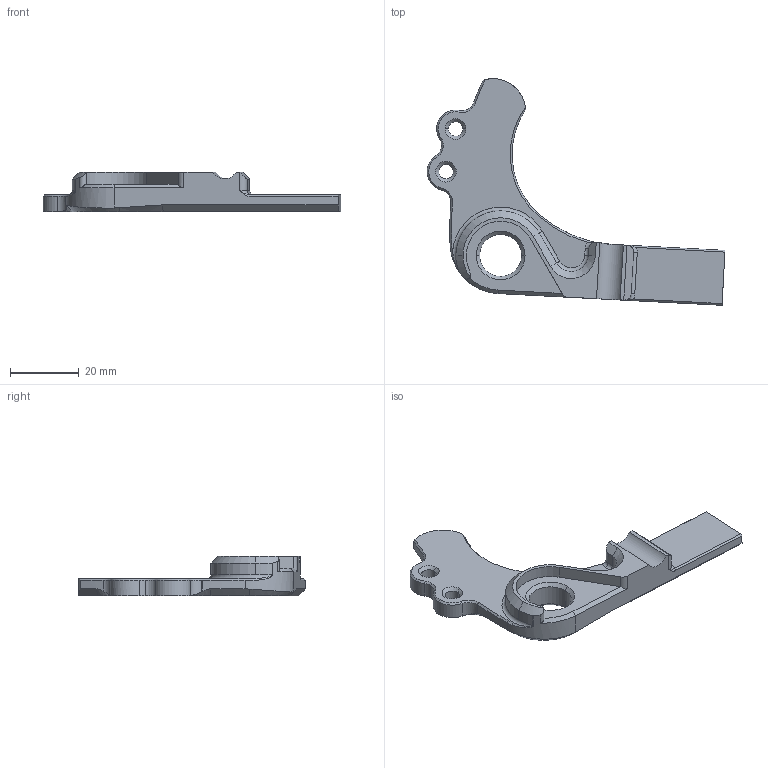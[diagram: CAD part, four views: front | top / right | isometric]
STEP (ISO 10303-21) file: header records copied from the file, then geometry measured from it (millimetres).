
FILE_DESCRIPTION (( 'STEP AP214' ), '1' );
FILE_NAME ('DR2104L.STEP', '2023-09-01T16:57:19', ( '' ), ( '' ), 'SwSTEP 2.0', 'SolidWorks 2022', '' );
FILE_SCHEMA (( 'AUTOMOTIVE_DESIGN' ));
Length unit declared in the file: millimetre
Products named in the file (1): DR2104L
Bounding box: 86.61 x 65.9 x 11.5 mm (x, y, z)
Volume: 13578.1 mm3; surface area: 6588.9 mm2
Topology: 1 solids, 1 shells, 104 faces, 269 edges, 164 vertices
Faces by surface type: cylinder 35, cone 33, plane 23, bspline 7, torus 6
Entity records: 4130 total; most frequent: CARTESIAN_POINT 1549, ORIENTED_EDGE 532, DIRECTION 528, EDGE_CURVE 266, AXIS2_PLACEMENT_3D 206, VERTEX_POINT 164, VECTOR 116, LINE 116
